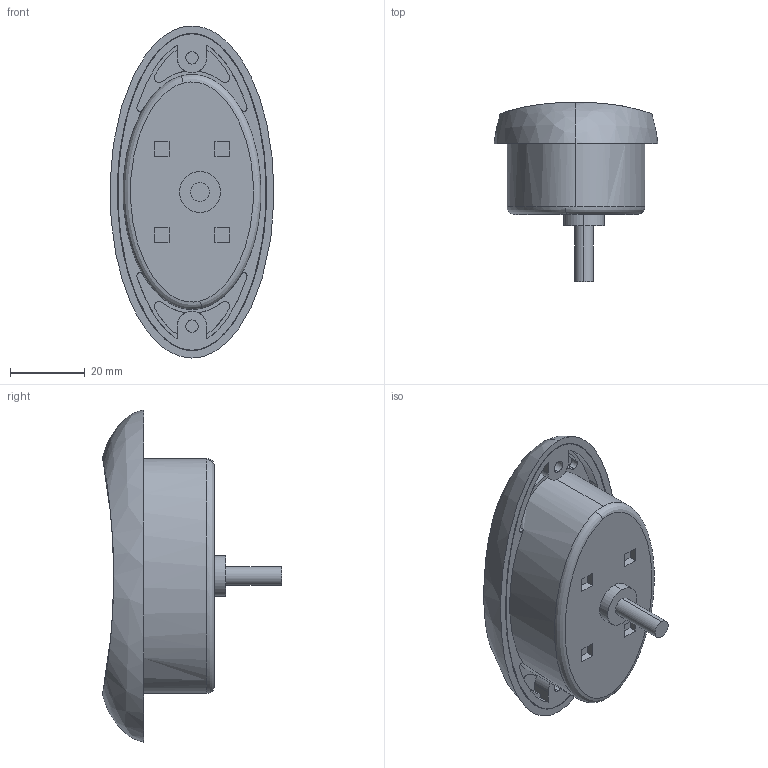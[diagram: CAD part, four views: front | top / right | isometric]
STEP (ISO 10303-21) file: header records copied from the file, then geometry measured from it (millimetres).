
FILE_DESCRIPTION (( 'STEP AP203' ), '1' );
FILE_NAME ('Ellipse.STEP', '2017-10-05T09:58:35', ( 'admin' ), ( 'Hewlett-Packard Company' ), 'SwSTEP 2.0', 'SolidWorks 2016', '' );
FILE_SCHEMA (( 'CONFIG_CONTROL_DESIGN' ));
Length unit declared in the file: millimetre
Products named in the file (1): Ellipse
Bounding box: 43.94 x 48 x 89 mm (x, y, z)
Volume: 58470.5 mm3; surface area: 12895.3 mm2
Topology: 1 solids, 1 shells, 115 faces, 296 edges, 197 vertices
Faces by surface type: plane 53, cylinder 32, bspline 30
Entity records: 7853 total; most frequent: CARTESIAN_POINT 5177, ORIENTED_EDGE 592, DIRECTION 443, EDGE_CURVE 296, VERTEX_POINT 197, VECTOR 151, LINE 151, AXIS2_PLACEMENT_3D 146
